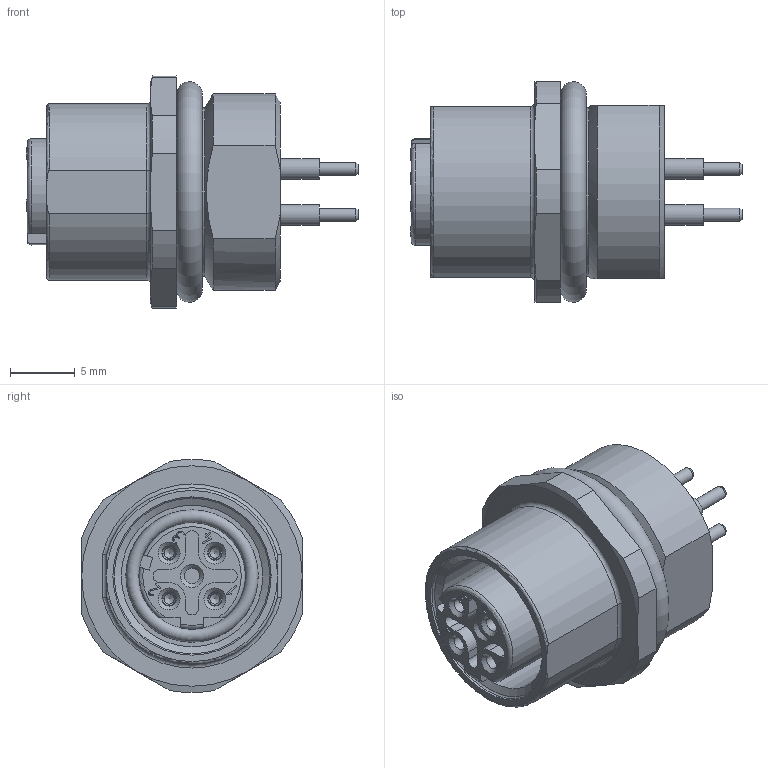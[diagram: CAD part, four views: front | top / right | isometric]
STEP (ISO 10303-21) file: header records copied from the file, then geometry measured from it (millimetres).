
FILE_DESCRIPTION(/* description */ (''),/* implementation_level */ '2;1');
FILE_NAME(/* name */ '09-3732-88-04_bg.stp',/* time_stamp */ '2011-01-18T11:53:57+01:00',/* author */ (''),/* organization */ (''),/* preprocessor_version */ 'ST-DEVELOPER v11',/* originating_system */ 'UGS - NX 5.0',/* authorisation */ '');
FILE_SCHEMA (('CONFIG_CONTROL_DESIGN'));
Length unit declared in the file: millimetre
Products named in the file (1): kbor76C37rzo
Bounding box: 25.6 x 17 x 17.96 mm (x, y, z)
Volume: 2340.1 mm3; surface area: 2669.8 mm2
Topology: 1 solids, 1 shells, 256 faces, 630 edges, 409 vertices
Faces by surface type: plane 123, cylinder 46, cone 43, extrusion 32, torus 12
Full cylindrical faces by diameter (mm): 1 x4, 1.1 x4, 1.2 x1, 1.6 x4, 7.5 x1, 10.2 x1, 10.917 x1, 11 x1, 12.2 x1, 13 x1
Entity records: 8568 total; most frequent: CARTESIAN_POINT 2811, ORIENTED_EDGE 1156, DIRECTION 1084, EDGE_CURVE 578, AXIS2_PLACEMENT_3D 421, VERTEX_POINT 400, EDGE_LOOP 328, ADVANCED_FACE 256
